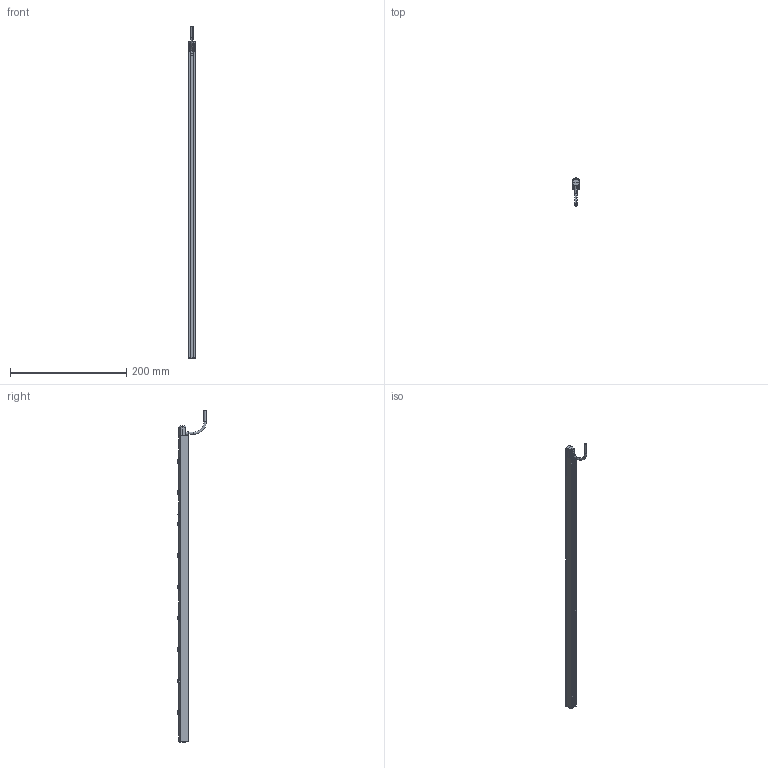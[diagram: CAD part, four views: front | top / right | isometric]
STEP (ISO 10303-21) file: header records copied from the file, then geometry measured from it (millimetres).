
FILE_DESCRIPTION((''),'2;1');
FILE_NAME('224033_ASM','2021-07-08T12:09:27',('PDMAdmin'),('BANNER ENGINEERING'),'CREO PARAMETRIC BY PTC INC, 2019292','CREO PARAMETRIC BY PTC INC, 2019292','');
FILE_SCHEMA(('CONFIG_CONTROL_DESIGN'));
Products named in the file (3): 812592_EP01; TTR_WEB_CABLE_SNUB; 224033_ASM
Assembly tree (2 placements, depth 2):
  224033_ASM
    812592_EP01
    TTR_WEB_CABLE_SNUB
Bounding box: 12 x 49.1 x 571.15 mm (x, y, z)
Volume: 88418.1 mm3; surface area: 41920.1 mm2
Topology: 2 solids, 2 shells, 1749 faces, 4683 edges, 2858 vertices
Faces by surface type: bspline 706, plane 473, cylinder 329, cone 113, sphere 42, revolution 36, torus 30, extrusion 20
Entity records: 120271 total; most frequent: CARTESIAN_POINT 83490, ORIENTED_EDGE 9290, DIRECTION 5376, EDGE_CURVE 4645, VERTEX_POINT 2858, B_SPLINE_CURVE_WITH_KNOTS 2342, AXIS2_PLACEMENT_3D 1969, EDGE_LOOP 1795
